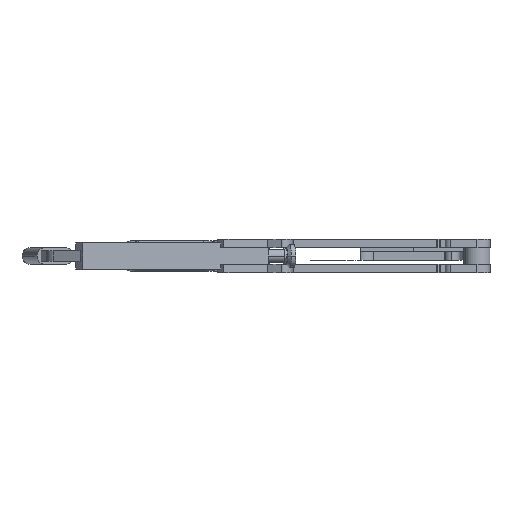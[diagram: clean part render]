
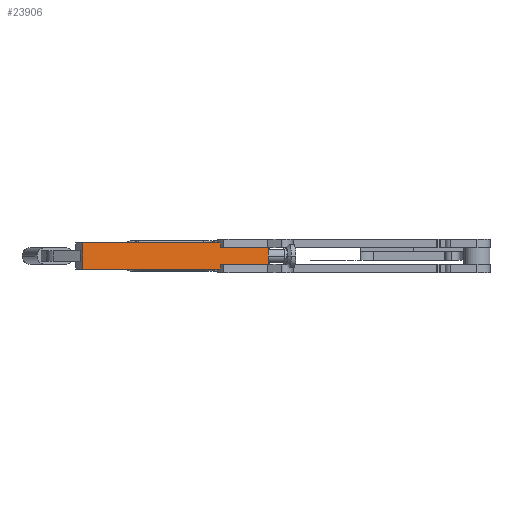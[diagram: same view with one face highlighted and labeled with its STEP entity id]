
A CAD part, left-side view. The second image highlights one B-rep face of the part: STEP entity #23906.
In plain terms, the highlighted planar face has unit normal (-0.985, -0.174, 0).
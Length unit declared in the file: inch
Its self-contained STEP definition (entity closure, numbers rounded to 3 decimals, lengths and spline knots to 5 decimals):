
#346 = DIRECTION ( 'NONE',  ( 0., 0., -1. ) ) ;
#511 = PLANE ( 'NONE',  #6709 ) ;
#656 = ORIENTED_EDGE ( 'NONE', *, *, #7989, .T. ) ;
#926 = VECTOR ( 'NONE', #3293, 39.37008 ) ;
#1083 = ORIENTED_EDGE ( 'NONE', *, *, #2972, .T. ) ;
#1407 = CARTESIAN_POINT ( 'NONE',  ( -0.48771, -0.40826, 0.19685 ) ) ;
#1698 = VECTOR ( 'NONE', #31529, 39.37008 ) ;
#2250 = LINE ( 'NONE', #4679, #25894 ) ;
#2447 = CARTESIAN_POINT ( 'NONE',  ( -0.97991, 2.38333, 0.19685 ) ) ;
#2972 = EDGE_CURVE ( 'NONE', #29033, #9130, #10082, .T. ) ;
#3293 = DIRECTION ( 'NONE',  ( 0.174, -0.985, 0. ) ) ;
#3319 = CARTESIAN_POINT ( 'NONE',  ( -0.97991, 2.38333, -0.19685 ) ) ;
#3403 = LINE ( 'NONE', #15731, #6813 ) ;
#3658 = CARTESIAN_POINT ( 'NONE',  ( -0.48771, -0.40826, 0.12205 ) ) ;
#4001 = VERTEX_POINT ( 'NONE', #18053 ) ;
#4434 = VERTEX_POINT ( 'NONE', #23766 ) ;
#4679 = CARTESIAN_POINT ( 'NONE',  ( -0.61418, 0.30903, 0.12205 ) ) ;
#4933 = EDGE_CURVE ( 'NONE', #17554, #9484, #11508, .T. ) ;
#5282 = ORIENTED_EDGE ( 'NONE', *, *, #29641, .T. ) ;
#5368 = EDGE_LOOP ( 'NONE', ( #1083, #16251, #25045, #18087, #24424, #5282, #31277, #656 ) ) ;
#6709 = AXIS2_PLACEMENT_3D ( 'NONE', #17358, #26961, #17046 ) ;
#6749 = EDGE_CURVE ( 'NONE', #9484, #8406, #12998, .T. ) ;
#6813 = VECTOR ( 'NONE', #30581, 39.37008 ) ;
#6891 = VECTOR ( 'NONE', #21797, 39.37008 ) ;
#7789 = VECTOR ( 'NONE', #346, 39.37008 ) ;
#7989 = EDGE_CURVE ( 'NONE', #30971, #29033, #21666, .T. ) ;
#8406 = VERTEX_POINT ( 'NONE', #9075 ) ;
#9075 = CARTESIAN_POINT ( 'NONE',  ( -0.61418, 0.30903, -0.12205 ) ) ;
#9130 = VERTEX_POINT ( 'NONE', #29163 ) ;
#9484 = VERTEX_POINT ( 'NONE', #21731 ) ;
#9813 = FACE_OUTER_BOUND ( 'NONE', #5368, .T. ) ;
#9835 = CARTESIAN_POINT ( 'NONE',  ( -0.48771, -0.40826, -0.12205 ) ) ;
#10082 = LINE ( 'NONE', #3319, #1698 ) ;
#11037 = CARTESIAN_POINT ( 'NONE',  ( -0.97991, 2.38333, -0.19685 ) ) ;
#11508 = LINE ( 'NONE', #1407, #17817 ) ;
#12455 = EDGE_CURVE ( 'NONE', #8406, #9130, #24528, .T. ) ;
#12998 = LINE ( 'NONE', #9835, #26656 ) ;
#13369 = LINE ( 'NONE', #20390, #926 ) ;
#15731 = CARTESIAN_POINT ( 'NONE',  ( -0.97991, 2.38333, 0.19685 ) ) ;
#15981 = CARTESIAN_POINT ( 'NONE',  ( -0.97991, 2.38333, 0.19685 ) ) ;
#16251 = ORIENTED_EDGE ( 'NONE', *, *, #12455, .F. ) ;
#16946 = EDGE_CURVE ( 'NONE', #4001, #17554, #13369, .T. ) ;
#17046 = DIRECTION ( 'NONE',  ( 0., 0., 1. ) ) ;
#17358 = CARTESIAN_POINT ( 'NONE',  ( -0.97991, 2.38333, 0.19685 ) ) ;
#17554 = VERTEX_POINT ( 'NONE', #3658 ) ;
#17817 = VECTOR ( 'NONE', #25908, 39.37008 ) ;
#18053 = CARTESIAN_POINT ( 'NONE',  ( -0.61418, 0.30903, 0.12205 ) ) ;
#18087 = ORIENTED_EDGE ( 'NONE', *, *, #4933, .F. ) ;
#20390 = CARTESIAN_POINT ( 'NONE',  ( -0.61418, 0.30903, 0.12205 ) ) ;
#20985 = EDGE_CURVE ( 'NONE', #30971, #4434, #3403, .T. ) ;
#21666 = LINE ( 'NONE', #2447, #7789 ) ;
#21731 = CARTESIAN_POINT ( 'NONE',  ( -0.48771, -0.40826, -0.12205 ) ) ;
#21797 = DIRECTION ( 'NONE',  ( 0., 0., -1. ) ) ;
#23766 = CARTESIAN_POINT ( 'NONE',  ( -0.61418, 0.30903, 0.19685 ) ) ;
#23906 = ADVANCED_FACE ( 'NONE', ( #9813 ), #511, .F. ) ;
#24424 = ORIENTED_EDGE ( 'NONE', *, *, #16946, .F. ) ;
#24528 = LINE ( 'NONE', #31207, #6891 ) ;
#24580 = DIRECTION ( 'NONE',  ( -0.174, 0.985, 0. ) ) ;
#25045 = ORIENTED_EDGE ( 'NONE', *, *, #6749, .F. ) ;
#25894 = VECTOR ( 'NONE', #31677, 39.37008 ) ;
#25908 = DIRECTION ( 'NONE',  ( 0., 0., -1. ) ) ;
#26656 = VECTOR ( 'NONE', #24580, 39.37008 ) ;
#26961 = DIRECTION ( 'NONE',  ( 0.985, 0.174, 0. ) ) ;
#29033 = VERTEX_POINT ( 'NONE', #11037 ) ;
#29163 = CARTESIAN_POINT ( 'NONE',  ( -0.61418, 0.30903, -0.19685 ) ) ;
#29641 = EDGE_CURVE ( 'NONE', #4001, #4434, #2250, .T. ) ;
#30581 = DIRECTION ( 'NONE',  ( 0.174, -0.985, 0. ) ) ;
#30971 = VERTEX_POINT ( 'NONE', #15981 ) ;
#31207 = CARTESIAN_POINT ( 'NONE',  ( -0.61418, 0.30903, -0.12205 ) ) ;
#31277 = ORIENTED_EDGE ( 'NONE', *, *, #20985, .F. ) ;
#31529 = DIRECTION ( 'NONE',  ( 0.174, -0.985, 0. ) ) ;
#31677 = DIRECTION ( 'NONE',  ( 0., 0., 1. ) ) ;
